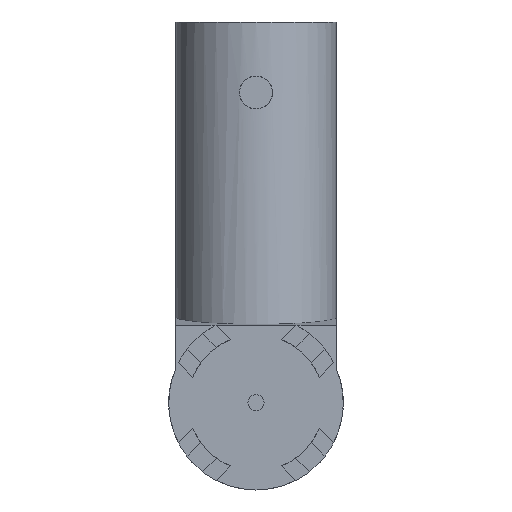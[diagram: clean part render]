
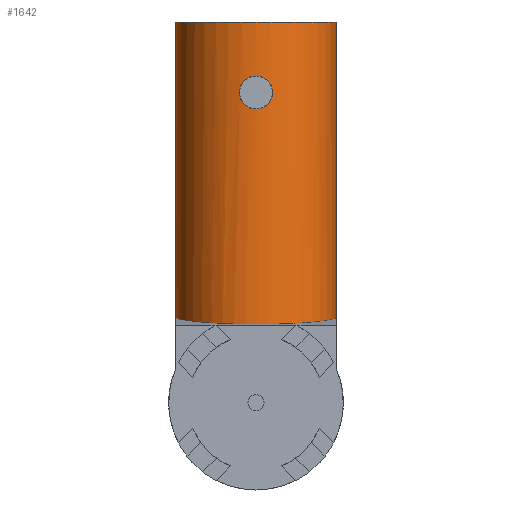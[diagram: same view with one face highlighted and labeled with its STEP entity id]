
A CAD part, front view. The second image highlights one B-rep face of the part: STEP entity #1642.
In plain terms, the highlighted cylindrical face has radius 4.825 mm (diameter 9.65 mm), a partial arc.
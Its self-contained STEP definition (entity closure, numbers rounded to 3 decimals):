
#211=CARTESIAN_POINT('',(0.,0.,0.));
#212=DIRECTION('',(0.,0.,1.));
#213=DIRECTION('',(-1.,0.,0.));
#214=AXIS2_PLACEMENT_3D('',#211,#212,#213);
#226=DIRECTION('',(0.,0.,1.));
#227=VECTOR('',#226,17.761);
#228=CARTESIAN_POINT('',(-4.825,0.,-17.761));
#229=LINE('',#228,#227);
#272=DIRECTION('',(0.,0.,1.));
#273=VECTOR('',#272,17.761);
#274=CARTESIAN_POINT('',(4.825,0.,-17.761));
#275=LINE('',#274,#273);
#276=CARTESIAN_POINT('',(0.,-4.825,-5.23));
#277=CARTESIAN_POINT('',(-0.08,-4.825,-5.23));
#278=CARTESIAN_POINT('',(-0.237,-4.821,
-5.211));
#279=CARTESIAN_POINT('',(-0.464,-4.804,
-5.126));
#280=CARTESIAN_POINT('',(-0.663,-4.78,
-4.988));
#281=CARTESIAN_POINT('',(-0.821,-4.755,
-4.81));
#282=CARTESIAN_POINT('',(-0.934,-4.734,
-4.597));
#283=CARTESIAN_POINT('',(-0.992,-4.722,
-4.363));
#284=CARTESIAN_POINT('',(-0.993,-4.722,
-4.125));
#285=CARTESIAN_POINT('',(-0.937,-4.733,
-3.892));
#286=CARTESIAN_POINT('',(-0.826,-4.754,
-3.678));
#287=CARTESIAN_POINT('',(-0.669,-4.78,
-3.497));
#288=CARTESIAN_POINT('',(-0.468,-4.804,
-3.356));
#289=CARTESIAN_POINT('',(-0.239,-4.821,
-3.269));
#290=CARTESIAN_POINT('',(-0.081,-4.825,-3.25));
#291=CARTESIAN_POINT('',(0.,-4.825,-3.25));
#293=CARTESIAN_POINT('',(0.,-4.825,-3.25));
#294=CARTESIAN_POINT('',(0.081,-4.825,-3.25));
#295=CARTESIAN_POINT('',(0.238,-4.821,
-3.269));
#296=CARTESIAN_POINT('',(0.465,-4.804,
-3.355));
#297=CARTESIAN_POINT('',(0.664,-4.78,
-3.493));
#298=CARTESIAN_POINT('',(0.822,-4.755,
-3.672));
#299=CARTESIAN_POINT('',(0.934,-4.734,
-3.885));
#300=CARTESIAN_POINT('',(0.992,-4.722,
-4.118));
#301=CARTESIAN_POINT('',(0.993,-4.722,
-4.356));
#302=CARTESIAN_POINT('',(0.937,-4.733,
-4.589));
#303=CARTESIAN_POINT('',(0.826,-4.754,
-4.803));
#304=CARTESIAN_POINT('',(0.668,-4.78,
-4.984));
#305=CARTESIAN_POINT('',(0.467,-4.804,
-5.125));
#306=CARTESIAN_POINT('',(0.237,-4.821,
-5.211));
#307=CARTESIAN_POINT('',(0.081,-4.825,-5.23));
#308=CARTESIAN_POINT('',(0.,-4.825,-5.23));
#310=CARTESIAN_POINT('',(4.825,0.,-17.761));
#311=CARTESIAN_POINT('',(4.825,-0.284,-17.786));
#312=CARTESIAN_POINT('',(4.774,-0.874,
-17.838));
#313=CARTESIAN_POINT('',(4.518,-1.782,-17.917));
#314=CARTESIAN_POINT('',(4.069,-2.656,-17.994));
#315=CARTESIAN_POINT('',(3.436,-3.436,-18.062));
#316=CARTESIAN_POINT('',(2.656,-4.069,-18.117));
#317=CARTESIAN_POINT('',(1.927,-4.443,-18.15));
#318=CARTESIAN_POINT('',(1.328,-4.647,-18.168));
#319=CARTESIAN_POINT('',(0.877,-4.752,
-18.177));
#320=CARTESIAN_POINT('',(0.506,-4.802,
-18.182));
#321=CARTESIAN_POINT('',(0.214,-4.822,
-18.183));
#322=CARTESIAN_POINT('',(0.,-4.827,
-18.184));
#323=CARTESIAN_POINT('',(-0.214,-4.822,
-18.183));
#324=CARTESIAN_POINT('',(-0.506,-4.802,
-18.182));
#325=CARTESIAN_POINT('',(-0.877,-4.752,
-18.177));
#326=CARTESIAN_POINT('',(-1.328,-4.647,
-18.168));
#327=CARTESIAN_POINT('',(-1.927,-4.443,
-18.15));
#328=CARTESIAN_POINT('',(-2.656,-4.069,
-18.117));
#329=CARTESIAN_POINT('',(-3.436,-3.436,
-18.062));
#330=CARTESIAN_POINT('',(-4.069,-2.656,
-17.994));
#331=CARTESIAN_POINT('',(-4.518,-1.782,
-17.917));
#332=CARTESIAN_POINT('',(-4.774,-0.874,
-17.838));
#333=CARTESIAN_POINT('',(-4.825,-0.284,-17.786));
#334=CARTESIAN_POINT('',(-4.825,0.,-17.761));
#921=CARTESIAN_POINT('',(-4.825,0.,-17.761));
#923=VERTEX_POINT('',#921);
#950=VERTEX_POINT('',#276);
#951=VERTEX_POINT('',#291);
#1013=CARTESIAN_POINT('',(4.825,0.,-17.761));
#1014=CARTESIAN_POINT('',(4.825,0.,0.));
#1015=VERTEX_POINT('',#1013);
#1016=VERTEX_POINT('',#1014);
#1061=CARTESIAN_POINT('',(-4.825,0.,0.));
#1062=VERTEX_POINT('',#1061);
#1624=CARTESIAN_POINT('',(0.,0.,-28.605));
#1625=DIRECTION('',(0.,0.,-1.));
#1626=DIRECTION('',(-1.,0.,0.));
#1627=AXIS2_PLACEMENT_3D('',#1624,#1625,#1626);
#1628=CYLINDRICAL_SURFACE('',#1627,4.825);
#1629=ORIENTED_EDGE('',*,*,#1613,.F.);
#1631=ORIENTED_EDGE('',*,*,#1630,.T.);
#1632=ORIENTED_EDGE('',*,*,#1599,.T.);
#1633=ORIENTED_EDGE('',*,*,#1584,.T.);
#1634=EDGE_LOOP('',(#1629,#1631,#1632,#1633));
#1635=FACE_OUTER_BOUND('',#1634,.F.);
#1637=ORIENTED_EDGE('',*,*,#1636,.F.);
#1639=ORIENTED_EDGE('',*,*,#1638,.F.);
#1640=EDGE_LOOP('',(#1637,#1639));
#1641=FACE_BOUND('',#1640,.F.);
#215=CIRCLE('',#214,4.825);
#292=B_SPLINE_CURVE_WITH_KNOTS('',3,(#276,#277,#278,#279,#280,#281,#282,#283,
#284,#285,#286,#287,#288,#289,#290,#291),.UNSPECIFIED.,.F.,.F.,(4,1,1,1,1,1,1,1,
1,1,1,1,1,4),(0.,0.077,0.154,0.231,
0.308,0.385,0.462,0.538,
0.615,0.692,0.769,0.846,
0.923,1.),.UNSPECIFIED.);
#309=B_SPLINE_CURVE_WITH_KNOTS('',3,(#293,#294,#295,#296,#297,#298,#299,#300,
#301,#302,#303,#304,#305,#306,#307,#308),.UNSPECIFIED.,.F.,.F.,(4,1,1,1,1,1,1,1,
1,1,1,1,1,4),(0.,0.077,0.154,0.231,
0.308,0.385,0.462,0.538,
0.615,0.692,0.769,0.846,
0.923,1.),.UNSPECIFIED.);
#335=B_SPLINE_CURVE_WITH_KNOTS('',3,(#310,#311,#312,#313,#314,#315,#316,#317,
#318,#319,#320,#321,#322,#323,#324,#325,#326,#327,#328,#329,#330,#331,#332,#333,
#334),.UNSPECIFIED.,.F.,.F.,(4,1,1,1,1,1,1,1,1,1,1,1,1,1,1,1,1,1,1,1,1,1,4),(
0.,0.063,0.125,0.188,0.25,0.313,0.375,0.406,0.438,
0.469,0.484,0.5,0.516,0.531,0.563,0.594,0.625,
0.688,0.75,0.813,0.875,0.938,1.),.UNSPECIFIED.);
#1584=EDGE_CURVE('',#1062,#1016,#215,.T.);
#1599=EDGE_CURVE('',#923,#1062,#229,.T.);
#1613=EDGE_CURVE('',#1015,#1016,#275,.T.);
#1630=EDGE_CURVE('',#1015,#923,#335,.T.);
#1636=EDGE_CURVE('',#950,#951,#292,.T.);
#1638=EDGE_CURVE('',#951,#950,#309,.T.);
#1642=ADVANCED_FACE('',(#1635,#1641),#1628,.T.);
